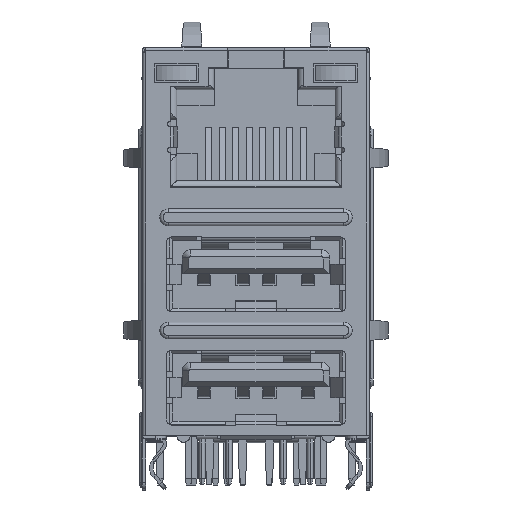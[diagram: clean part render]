
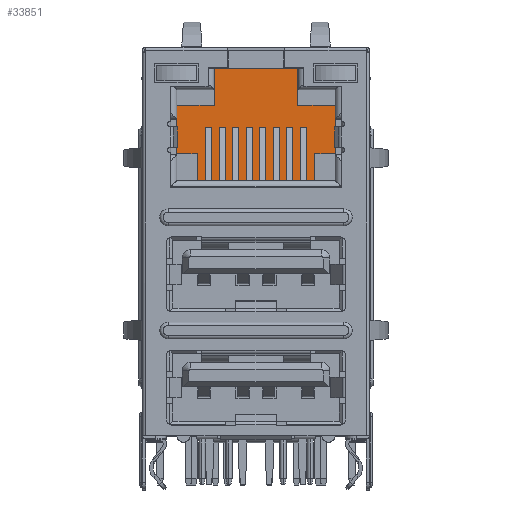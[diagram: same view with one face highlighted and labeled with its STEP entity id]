
A CAD part, top view. The second image highlights one B-rep face of the part: STEP entity #33851.
In plain terms, the highlighted planar face has unit normal (0, 0, 1).
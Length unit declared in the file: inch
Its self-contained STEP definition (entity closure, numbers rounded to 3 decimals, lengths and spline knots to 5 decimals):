
#162 = CARTESIAN_POINT ( 'NONE',  ( 0.1745, 0.855, 0.1355 ) ) ;
#382 = DIRECTION ( 'NONE',  ( -1., 0., 0. ) ) ;
#465 = AXIS2_PLACEMENT_3D ( 'NONE', #33310, #19534, #2277 ) ;
#768 = ORIENTED_EDGE ( 'NONE', *, *, #5413, .T. ) ;
#2177 = DIRECTION ( 'NONE',  ( -1., 0., 0. ) ) ;
#2277 = DIRECTION ( 'NONE',  ( -1., 0., 0. ) ) ;
#3437 = CARTESIAN_POINT ( 'NONE',  ( -0.1745, 0.855, 0.1355 ) ) ;
#4603 = EDGE_CURVE ( 'NONE', #43183, #4679, #44939, .T. ) ;
#4679 = VERTEX_POINT ( 'NONE', #30463 ) ;
#4868 = CARTESIAN_POINT ( 'NONE',  ( -0.1745, 0.775, 0.1355 ) ) ;
#5233 = CARTESIAN_POINT ( 'NONE',  ( -0.124, 0.999, 0.1355 ) ) ;
#5413 = EDGE_CURVE ( 'NONE', #22042, #7212, #14623, .T. ) ;
#5416 = VECTOR ( 'NONE', #34778, 39.37008 ) ;
#5666 = ORIENTED_EDGE ( 'NONE', *, *, #38295, .F. ) ;
#6156 = ORIENTED_EDGE ( 'NONE', *, *, #18154, .T. ) ;
#6276 = CARTESIAN_POINT ( 'NONE',  ( 0.124, 0.999, 0.1355 ) ) ;
#6336 = LINE ( 'NONE', #10747, #20392 ) ;
#7212 = VERTEX_POINT ( 'NONE', #11137 ) ;
#7246 = CARTESIAN_POINT ( 'NONE',  ( 0.2345, 0.999, 0.1355 ) ) ;
#7372 = DIRECTION ( 'NONE',  ( 0., 1., 0. ) ) ;
#7435 = DIRECTION ( 'NONE',  ( 0., 1., 0. ) ) ;
#7448 = EDGE_CURVE ( 'NONE', #43183, #31172, #27021, .T. ) ;
#7800 = ORIENTED_EDGE ( 'NONE', *, *, #4603, .T. ) ;
#7925 = EDGE_LOOP ( 'NONE', ( #768, #5666, #13657, #26301, #17320, #44651, #13778, #31119, #7800, #12793, #6156, #9459 ) ) ;
#8047 = CARTESIAN_POINT ( 'NONE',  ( -0.1745, 0.775, 0.1355 ) ) ;
#8688 = CARTESIAN_POINT ( 'NONE',  ( 0.124, 1.107, 0.1355 ) ) ;
#9265 = CARTESIAN_POINT ( 'NONE',  ( 0.124, 0.999, 0.1355 ) ) ;
#9459 = ORIENTED_EDGE ( 'NONE', *, *, #39716, .T. ) ;
#9494 = VERTEX_POINT ( 'NONE', #9265 ) ;
#10098 = DIRECTION ( 'NONE',  ( 0., 1., 0. ) ) ;
#10557 = DIRECTION ( 'NONE',  ( 1., 0., 0. ) ) ;
#10747 = CARTESIAN_POINT ( 'NONE',  ( 0.124, 1.044, 0.1355 ) ) ;
#10816 = LINE ( 'NONE', #8688, #42756 ) ;
#11137 = CARTESIAN_POINT ( 'NONE',  ( 0.1745, 0.775, 0.1355 ) ) ;
#11943 = VECTOR ( 'NONE', #33809, 39.37008 ) ;
#12324 = LINE ( 'NONE', #26287, #41543 ) ;
#12793 = ORIENTED_EDGE ( 'NONE', *, *, #25487, .F. ) ;
#13176 = LINE ( 'NONE', #21124, #26701 ) ;
#13657 = ORIENTED_EDGE ( 'NONE', *, *, #38561, .F. ) ;
#13778 = ORIENTED_EDGE ( 'NONE', *, *, #37324, .T. ) ;
#14623 = LINE ( 'NONE', #34926, #5416 ) ;
#15115 = CARTESIAN_POINT ( 'NONE',  ( -0.2345, 0.855, 0.1355 ) ) ;
#16054 = FACE_OUTER_BOUND ( 'NONE', #7925, .T. ) ;
#17320 = ORIENTED_EDGE ( 'NONE', *, *, #25939, .F. ) ;
#18154 = EDGE_CURVE ( 'NONE', #44381, #22347, #34854, .T. ) ;
#19390 = PLANE ( 'NONE',  #465 ) ;
#19534 = DIRECTION ( 'NONE',  ( 0., 0., -1. ) ) ;
#19819 = VECTOR ( 'NONE', #25118, 39.37008 ) ;
#19855 = VECTOR ( 'NONE', #382, 39.37008 ) ;
#20372 = LINE ( 'NONE', #8047, #19819 ) ;
#20392 = VECTOR ( 'NONE', #7435, 39.37008 ) ;
#20669 = CARTESIAN_POINT ( 'NONE',  ( -0.2345, 0.775, 0.1355 ) ) ;
#21124 = CARTESIAN_POINT ( 'NONE',  ( 0.2345, 0.775, 0.1355 ) ) ;
#22042 = VERTEX_POINT ( 'NONE', #4868 ) ;
#22347 = VERTEX_POINT ( 'NONE', #3437 ) ;
#22835 = VECTOR ( 'NONE', #10098, 39.37008 ) ;
#23136 = LINE ( 'NONE', #32021, #19855 ) ;
#24330 = CARTESIAN_POINT ( 'NONE',  ( -0.2345, 0.855, 0.1355 ) ) ;
#25118 = DIRECTION ( 'NONE',  ( 0., -1., 0. ) ) ;
#25428 = VECTOR ( 'NONE', #36987, 39.37008 ) ;
#25487 = EDGE_CURVE ( 'NONE', #44381, #4679, #36897, .T. ) ;
#25703 = CARTESIAN_POINT ( 'NONE',  ( 0.2345, 0.855, 0.1355 ) ) ;
#25939 = EDGE_CURVE ( 'NONE', #9494, #31005, #30888, .T. ) ;
#26287 = CARTESIAN_POINT ( 'NONE',  ( 0.1745, 0.775, 0.1355 ) ) ;
#26301 = ORIENTED_EDGE ( 'NONE', *, *, #41859, .T. ) ;
#26701 = VECTOR ( 'NONE', #7372, 39.37008 ) ;
#27021 = LINE ( 'NONE', #33209, #25428 ) ;
#27862 = EDGE_CURVE ( 'NONE', #9494, #36601, #6336, .T. ) ;
#27940 = VERTEX_POINT ( 'NONE', #25703 ) ;
#28725 = CARTESIAN_POINT ( 'NONE',  ( -0.124, 1.107, 0.1355 ) ) ;
#29410 = DIRECTION ( 'NONE',  ( -1., 0., 0. ) ) ;
#29946 = DIRECTION ( 'NONE',  ( 0., -1., 0. ) ) ;
#30463 = CARTESIAN_POINT ( 'NONE',  ( -0.2345, 0.999, 0.1355 ) ) ;
#30888 = LINE ( 'NONE', #6276, #11943 ) ;
#31005 = VERTEX_POINT ( 'NONE', #7246 ) ;
#31119 = ORIENTED_EDGE ( 'NONE', *, *, #7448, .F. ) ;
#31172 = VERTEX_POINT ( 'NONE', #28725 ) ;
#31594 = VECTOR ( 'NONE', #10557, 39.37008 ) ;
#32021 = CARTESIAN_POINT ( 'NONE',  ( 0.2345, 0.855, 0.1355 ) ) ;
#33209 = CARTESIAN_POINT ( 'NONE',  ( -0.124, 1.044, 0.1355 ) ) ;
#33310 = CARTESIAN_POINT ( 'NONE',  ( 0., 0., 0.1355 ) ) ;
#33809 = DIRECTION ( 'NONE',  ( 1., 0., 0. ) ) ;
#33851 = ADVANCED_FACE ( 'NONE', ( #16054 ), #19390, .F. ) ;
#33864 = CARTESIAN_POINT ( 'NONE',  ( -0.124, 0.999, 0.1355 ) ) ;
#34163 = VECTOR ( 'NONE', #2177, 39.37008 ) ;
#34778 = DIRECTION ( 'NONE',  ( 1., 0., 0. ) ) ;
#34854 = LINE ( 'NONE', #24330, #31594 ) ;
#34926 = CARTESIAN_POINT ( 'NONE',  ( 0., 0.775, 0.1355 ) ) ;
#35510 = VERTEX_POINT ( 'NONE', #162 ) ;
#36601 = VERTEX_POINT ( 'NONE', #41999 ) ;
#36897 = LINE ( 'NONE', #20669, #22835 ) ;
#36987 = DIRECTION ( 'NONE',  ( 0., 1., 0. ) ) ;
#37324 = EDGE_CURVE ( 'NONE', #36601, #31172, #10816, .T. ) ;
#38295 = EDGE_CURVE ( 'NONE', #35510, #7212, #12324, .T. ) ;
#38561 = EDGE_CURVE ( 'NONE', #27940, #35510, #23136, .T. ) ;
#39716 = EDGE_CURVE ( 'NONE', #22347, #22042, #20372, .T. ) ;
#41543 = VECTOR ( 'NONE', #29946, 39.37008 ) ;
#41859 = EDGE_CURVE ( 'NONE', #27940, #31005, #13176, .T. ) ;
#41999 = CARTESIAN_POINT ( 'NONE',  ( 0.124, 1.107, 0.1355 ) ) ;
#42756 = VECTOR ( 'NONE', #29410, 39.37008 ) ;
#43183 = VERTEX_POINT ( 'NONE', #33864 ) ;
#44381 = VERTEX_POINT ( 'NONE', #15115 ) ;
#44651 = ORIENTED_EDGE ( 'NONE', *, *, #27862, .T. ) ;
#44939 = LINE ( 'NONE', #5233, #34163 ) ;
